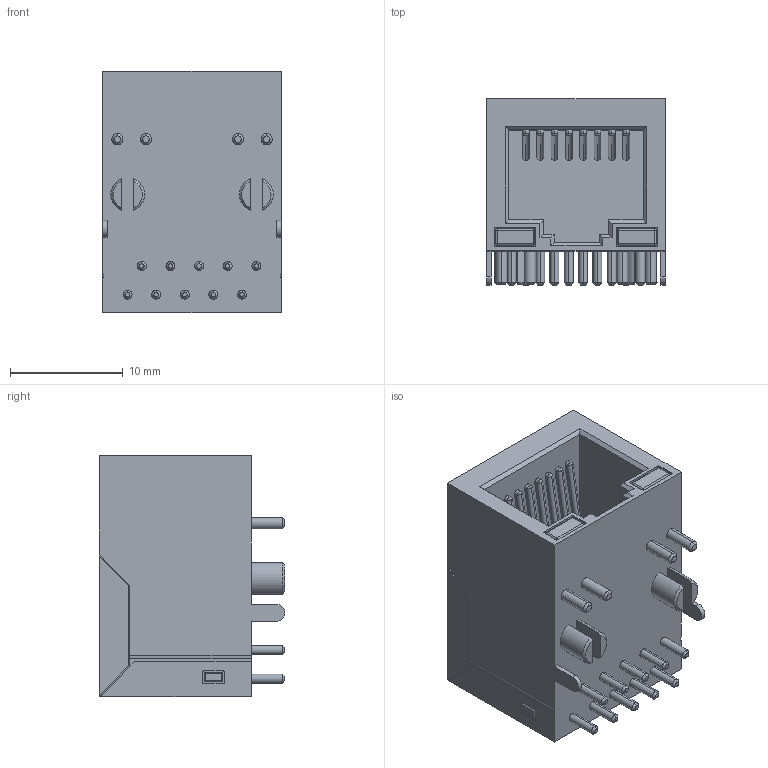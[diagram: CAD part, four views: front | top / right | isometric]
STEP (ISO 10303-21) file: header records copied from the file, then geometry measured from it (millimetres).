
FILE_DESCRIPTION (( 'STEP AP214' ), '1' );
FILE_NAME ('HR911130A.STEP', '2021-08-24T11:43:02', ( '' ), ( '' ), 'SwSTEP 2.0', 'SolidWorks 2018', '' );
FILE_SCHEMA (( 'AUTOMOTIVE_DESIGN' ));
Length unit declared in the file: inch
Products named in the file (2): HR911130A
Bounding box: 15.88 x 16.5 x 21.4 mm (x, y, z)
Volume: 3038.8 mm3; surface area: 2983.7 mm2
Topology: 3 solids, 3 shells, 508 faces, 1312 edges, 830 vertices
Faces by surface type: plane 284, cylinder 92, bspline 88, cone 36, sphere 8
Entity records: 26309 total; most frequent: CARTESIAN_POINT 7930, ORIENTED_EDGE 2572, DIRECTION 2092, EDGE_CURVE 1286, LINE 892, VECTOR 892, VERTEX_POINT 830, AXIS2_PLACEMENT_3D 600
